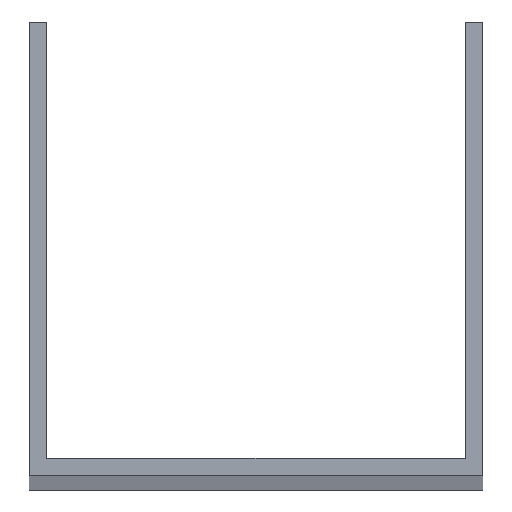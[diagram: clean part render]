
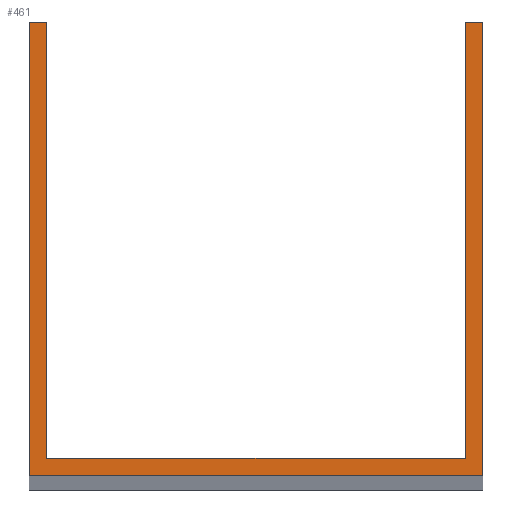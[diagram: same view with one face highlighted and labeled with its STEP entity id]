
A CAD part, top view. The second image highlights one B-rep face of the part: STEP entity #461.
In plain terms, the highlighted planar face has unit normal (0, 0, 1).
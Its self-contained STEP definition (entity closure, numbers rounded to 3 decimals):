
#20 = PLANE ( 'NONE',  #1204 ) ;
#44 = VECTOR ( 'NONE', #169, 1000. ) ;
#49 = VERTEX_POINT ( 'NONE', #920 ) ;
#67 = CARTESIAN_POINT ( 'NONE',  ( -25.4, 0., 900. ) ) ;
#70 = ORIENTED_EDGE ( 'NONE', *, *, #1064, .T. ) ;
#94 = DIRECTION ( 'NONE',  ( 0., 0., 1. ) ) ;
#108 = CARTESIAN_POINT ( 'NONE',  ( 25.4, 50.8, 900. ) ) ;
#111 = FACE_OUTER_BOUND ( 'NONE', #706, .T. ) ;
#124 = CARTESIAN_POINT ( 'NONE',  ( -25.4, 0., 900. ) ) ;
#143 = LINE ( 'NONE', #789, #379 ) ;
#169 = DIRECTION ( 'NONE',  ( 0., -1., 0. ) ) ;
#181 = ORIENTED_EDGE ( 'NONE', *, *, #782, .T. ) ;
#204 = CARTESIAN_POINT ( 'NONE',  ( 23.4, 50.8, 900. ) ) ;
#215 = DIRECTION ( 'NONE',  ( 0., -1., 0. ) ) ;
#220 = DIRECTION ( 'NONE',  ( -1., 0., 0. ) ) ;
#240 = EDGE_CURVE ( 'NONE', #1035, #915, #329, .T. ) ;
#246 = DIRECTION ( 'NONE',  ( 0., 1., 0. ) ) ;
#299 = VECTOR ( 'NONE', #383, 1000. ) ;
#312 = CARTESIAN_POINT ( 'NONE',  ( 25.4, 0., 900. ) ) ;
#318 = CARTESIAN_POINT ( 'NONE',  ( -25.4, 0., 900. ) ) ;
#329 = LINE ( 'NONE', #318, #988 ) ;
#343 = VERTEX_POINT ( 'NONE', #443 ) ;
#379 = VECTOR ( 'NONE', #246, 1000. ) ;
#383 = DIRECTION ( 'NONE',  ( 0., 1., 0. ) ) ;
#409 = LINE ( 'NONE', #312, #299 ) ;
#414 = DIRECTION ( 'NONE',  ( 1., 0., 0. ) ) ;
#443 = CARTESIAN_POINT ( 'NONE',  ( -23.4, 2., 900. ) ) ;
#461 = ADVANCED_FACE ( 'NONE', ( #111 ), #20, .T. ) ;
#466 = VERTEX_POINT ( 'NONE', #1057 ) ;
#467 = CARTESIAN_POINT ( 'NONE',  ( 25.4, 50.8, 900. ) ) ;
#484 = EDGE_CURVE ( 'NONE', #915, #533, #409, .T. ) ;
#490 = CARTESIAN_POINT ( 'NONE',  ( 0., 0., 900. ) ) ;
#503 = LINE ( 'NONE', #680, #1167 ) ;
#533 = VERTEX_POINT ( 'NONE', #108 ) ;
#551 = EDGE_CURVE ( 'NONE', #49, #343, #591, .T. ) ;
#591 = LINE ( 'NONE', #1133, #629 ) ;
#595 = DIRECTION ( 'NONE',  ( 1., 0., 0. ) ) ;
#629 = VECTOR ( 'NONE', #220, 1000. ) ;
#652 = VECTOR ( 'NONE', #740, 1000. ) ;
#659 = EDGE_CURVE ( 'NONE', #343, #1125, #143, .T. ) ;
#667 = CARTESIAN_POINT ( 'NONE',  ( 25.4, 0., 900. ) ) ;
#680 = CARTESIAN_POINT ( 'NONE',  ( -25.4, 50.8, 900. ) ) ;
#706 = EDGE_LOOP ( 'NONE', ( #800, #1080, #70, #1106, #969, #907, #181, #885 ) ) ;
#740 = DIRECTION ( 'NONE',  ( -1., 0., 0. ) ) ;
#743 = CARTESIAN_POINT ( 'NONE',  ( -23.4, 50.8, 900. ) ) ;
#771 = EDGE_CURVE ( 'NONE', #533, #466, #1109, .T. ) ;
#778 = VECTOR ( 'NONE', #215, 1000. ) ;
#782 = EDGE_CURVE ( 'NONE', #1074, #1035, #1017, .T. ) ;
#789 = CARTESIAN_POINT ( 'NONE',  ( -23.4, 50.8, 900. ) ) ;
#800 = ORIENTED_EDGE ( 'NONE', *, *, #484, .T. ) ;
#858 = DIRECTION ( 'NONE',  ( -1., 0., 0. ) ) ;
#885 = ORIENTED_EDGE ( 'NONE', *, *, #240, .T. ) ;
#907 = ORIENTED_EDGE ( 'NONE', *, *, #1040, .T. ) ;
#915 = VERTEX_POINT ( 'NONE', #667 ) ;
#920 = CARTESIAN_POINT ( 'NONE',  ( 23.4, 2., 900. ) ) ;
#961 = CARTESIAN_POINT ( 'NONE',  ( -25.4, 50.8, 900. ) ) ;
#969 = ORIENTED_EDGE ( 'NONE', *, *, #659, .T. ) ;
#988 = VECTOR ( 'NONE', #414, 1000. ) ;
#1017 = LINE ( 'NONE', #67, #44 ) ;
#1035 = VERTEX_POINT ( 'NONE', #124 ) ;
#1040 = EDGE_CURVE ( 'NONE', #1125, #1074, #503, .T. ) ;
#1057 = CARTESIAN_POINT ( 'NONE',  ( 23.4, 50.8, 900. ) ) ;
#1058 = LINE ( 'NONE', #204, #778 ) ;
#1064 = EDGE_CURVE ( 'NONE', #466, #49, #1058, .T. ) ;
#1074 = VERTEX_POINT ( 'NONE', #961 ) ;
#1080 = ORIENTED_EDGE ( 'NONE', *, *, #771, .T. ) ;
#1106 = ORIENTED_EDGE ( 'NONE', *, *, #551, .T. ) ;
#1109 = LINE ( 'NONE', #467, #652 ) ;
#1125 = VERTEX_POINT ( 'NONE', #743 ) ;
#1133 = CARTESIAN_POINT ( 'NONE',  ( 23.4, 2., 900. ) ) ;
#1167 = VECTOR ( 'NONE', #858, 1000. ) ;
#1204 = AXIS2_PLACEMENT_3D ( 'NONE', #490, #94, #595 ) ;
